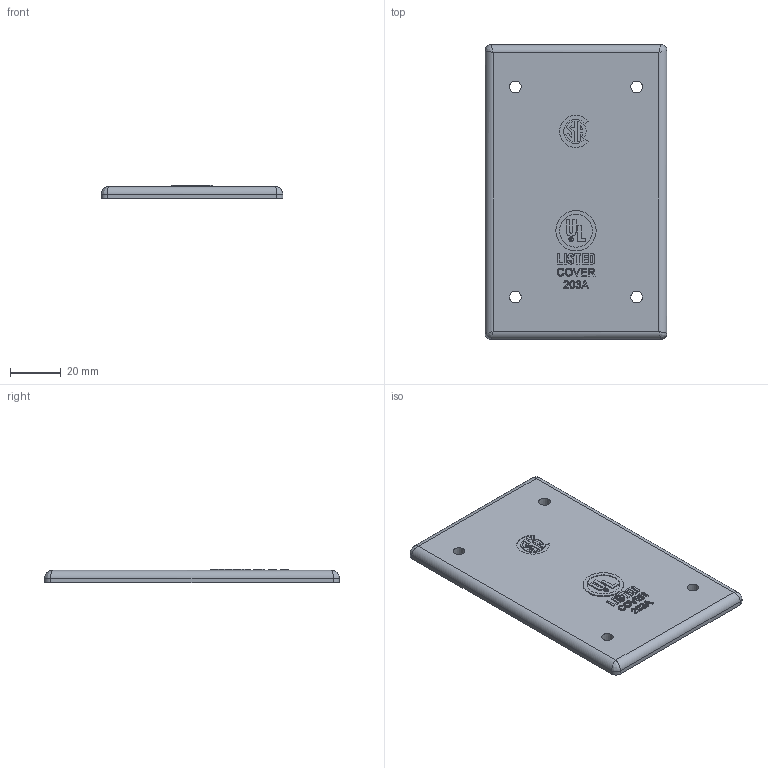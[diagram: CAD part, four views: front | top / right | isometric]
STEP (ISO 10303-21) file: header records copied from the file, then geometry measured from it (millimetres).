
FILE_DESCRIPTION(/* description */ ('FSBC COVER'),/* implementation_level */ '2;1');
FILE_NAME(/* name */ 'KIL_FSBC.stp',/* time_stamp */ '2020-11-04T16:18:22+06:00',/* author */ ('lsugumaran'),/* organization */ (''),/* preprocessor_version */ 'ST-DEVELOPER v18',/* originating_system */ 'Autodesk Inventor 2020',/* authorisation */ '');
FILE_SCHEMA (('AUTOMOTIVE_DESIGN { 1 0 10303 214 3 1 1 }'));
Length unit declared in the file: inch
Products named in the file (1): 0067500C
Bounding box: 71.44 x 115.89 x 5.14 mm (x, y, z)
Volume: 26479.3 mm3; surface area: 18661.7 mm2
Topology: 1 solids, 1 shells, 614 faces, 1655 edges, 1098 vertices
Faces by surface type: plane 321, bspline 206, cylinder 79, torus 4, cone 4
Full cylindrical faces by diameter (mm): 1.476 x1, 1.762 x1, 12.938 x1, 15.875 x1
Entity records: 21159 total; most frequent: CARTESIAN_POINT 6920, ORIENTED_EDGE 3302, DIRECTION 2251, EDGE_CURVE 1651, VERTEX_POINT 1098, LINE 1045, VECTOR 1045, EDGE_LOOP 681
